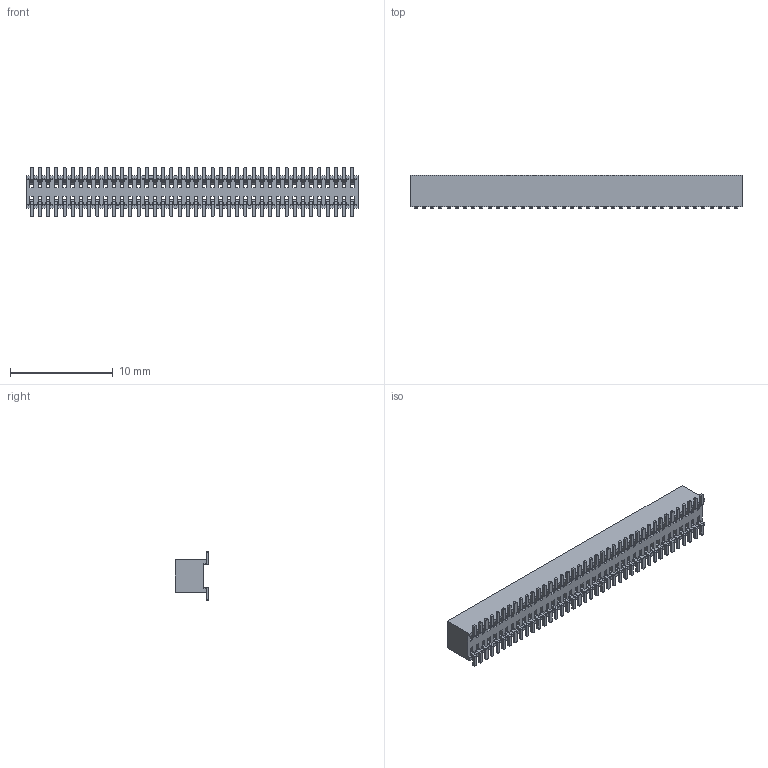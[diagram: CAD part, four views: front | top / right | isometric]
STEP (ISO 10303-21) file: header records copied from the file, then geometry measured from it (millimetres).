
FILE_DESCRIPTION((''),'2;1');
FILE_NAME('FFH08001-D60S1014K6M','2024-05-07T',('工程三'),(''),'PRO/ENGINEER BY PARAMETRIC TECHNOLOGY CORPORATION, 2010280','PRO/ENGINEER BY PARAMETRIC TECHNOLOGY CORPORATION, 2010280','');
FILE_SCHEMA(('CONFIG_CONTROL_DESIGN'));
Products named in the file (1): FFH08001-D60S1014K6M
Bounding box: 32.3 x 3.3 x 4.8 mm (x, y, z)
Volume: 255.2 mm3; surface area: 1193.3 mm2
Topology: 81 solids, 81 shells, 3212 faces, 9070 edges, 5940 vertices
Faces by surface type: plane 2412, cylinder 800
Entity records: 103352 total; most frequent: CARTESIAN_POINT 18222, ORIENTED_EDGE 18140, DIRECTION 17094, EDGE_CURVE 9070, VECTOR 7470, LINE 7470, VERTEX_POINT 5940, AXIS2_PLACEMENT_3D 4812
